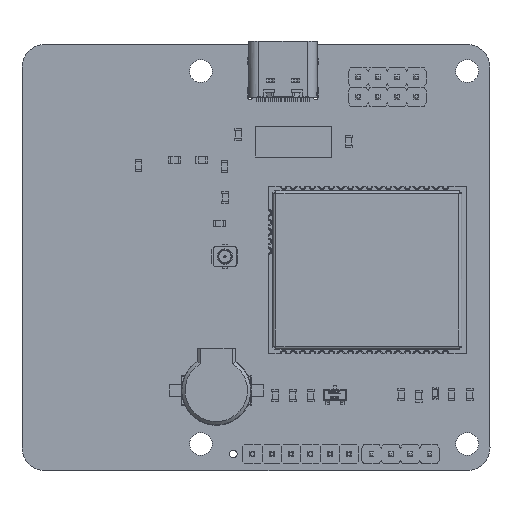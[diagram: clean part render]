
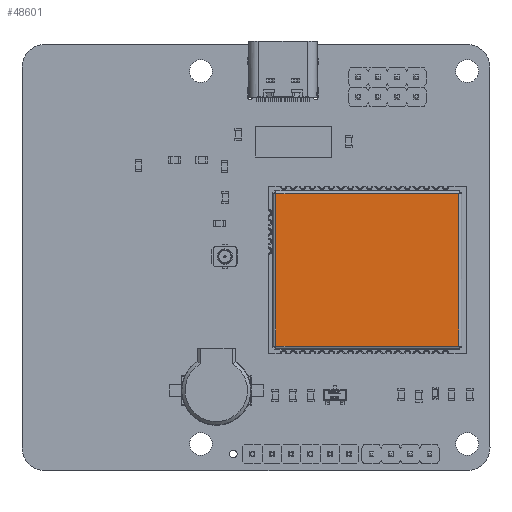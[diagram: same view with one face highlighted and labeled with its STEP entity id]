
A CAD part, top view. The second image highlights one B-rep face of the part: STEP entity #48601.
In plain terms, the highlighted face is planar.
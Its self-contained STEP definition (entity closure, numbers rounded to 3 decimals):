
#48601 = ADVANCED_FACE('',(#48602),#48636,.T.);
#48602 = FACE_BOUND('',#48603,.T.);
#48603 = EDGE_LOOP('',(#48604,#48614,#48622,#48630));
#48604 = ORIENTED_EDGE('',*,*,#48605,.T.);
#48605 = EDGE_CURVE('',#48606,#48608,#48610,.T.);
#48606 = VERTEX_POINT('',#48607);
#48607 = CARTESIAN_POINT('',(-12.02,3.,9.998));
#48608 = VERTEX_POINT('',#48609);
#48609 = CARTESIAN_POINT('',(12.02,3.,9.998));
#48610 = LINE('',#48611,#48612);
#48611 = CARTESIAN_POINT('',(-12.15,3.,9.998));
#48612 = VECTOR('',#48613,1.);
#48613 = DIRECTION('',(1.,0.,0.));
#48614 = ORIENTED_EDGE('',*,*,#48615,.T.);
#48615 = EDGE_CURVE('',#48608,#48616,#48618,.T.);
#48616 = VERTEX_POINT('',#48617);
#48617 = CARTESIAN_POINT('',(12.02,3.,-9.998));
#48618 = LINE('',#48619,#48620);
#48619 = CARTESIAN_POINT('',(12.02,3.,10.127));
#48620 = VECTOR('',#48621,1.);
#48621 = DIRECTION('',(-0.,-0.,-1.));
#48622 = ORIENTED_EDGE('',*,*,#48623,.T.);
#48623 = EDGE_CURVE('',#48616,#48624,#48626,.T.);
#48624 = VERTEX_POINT('',#48625);
#48625 = CARTESIAN_POINT('',(-12.02,3.,-9.998));
#48626 = LINE('',#48627,#48628);
#48627 = CARTESIAN_POINT('',(12.15,3.,-9.998));
#48628 = VECTOR('',#48629,1.);
#48629 = DIRECTION('',(-1.,0.,0.));
#48630 = ORIENTED_EDGE('',*,*,#48631,.T.);
#48631 = EDGE_CURVE('',#48624,#48606,#48632,.T.);
#48632 = LINE('',#48633,#48634);
#48633 = CARTESIAN_POINT('',(-12.02,3.,-10.127));
#48634 = VECTOR('',#48635,1.);
#48635 = DIRECTION('',(-0.,-0.,1.));
#48636 = PLANE('',#48637);
#48637 = AXIS2_PLACEMENT_3D('',#48638,#48639,#48640);
#48638 = CARTESIAN_POINT('',(0.,3.,0.));
#48639 = DIRECTION('',(0.,1.,0.));
#48640 = DIRECTION('',(0.,-0.,1.));
